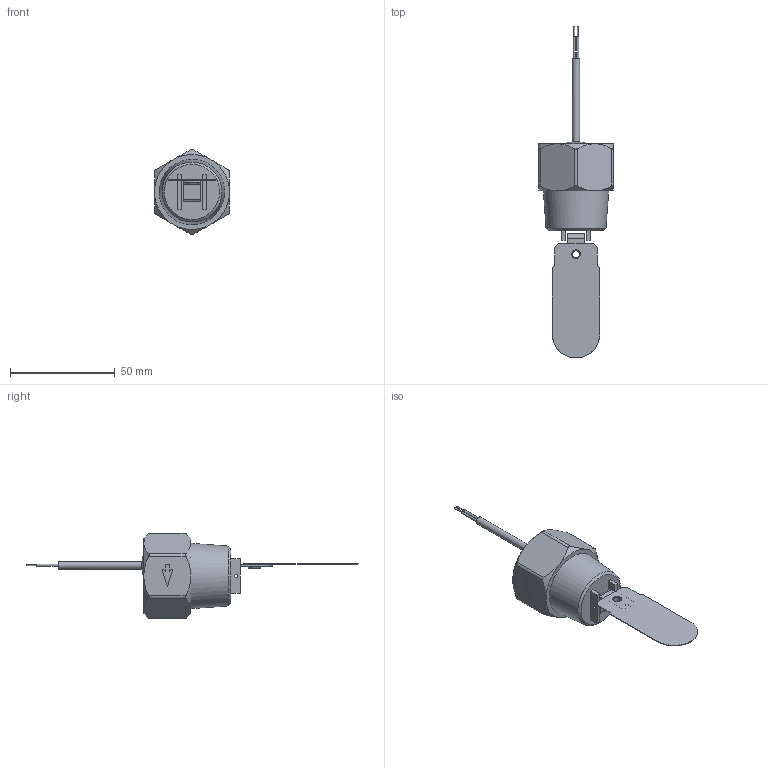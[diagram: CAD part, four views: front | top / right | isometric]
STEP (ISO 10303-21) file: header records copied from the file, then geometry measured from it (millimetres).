
FILE_DESCRIPTION(('FreeCAD Model'),'2;1');
FILE_NAME('Open CASCADE Shape Model','2025-05-07T16:50:27',('FreeCAD'),( 'FreeCAD'),'Open CASCADE STEP processor 7.6','FreeCAD','Unknown');
FILE_SCHEMA(('AUTOMOTIVE_DESIGN { 1 0 10303 214 1 1 1 1 }'));
Length unit declared in the file: millimetre
Products named in the file (1): Open CASCADE STEP translator 7.6 1
Bounding box: 35.84 x 158.7 x 40.91 mm (x, y, z)
Volume: 39668.9 mm3; surface area: 10250.9 mm2
Topology: 3 solids, 3 shells, 98 faces, 229 edges, 149 vertices
Faces by surface type: bspline 98
Entity records: 3009 total; most frequent: CARTESIAN_POINT 1600, ORIENTED_EDGE 458, EDGE_CURVE 229, B_SPLINE_CURVE_WITH_KNOTS 151, VERTEX_POINT 149, FACE_BOUND 122, EDGE_LOOP 122, ADVANCED_FACE 98
